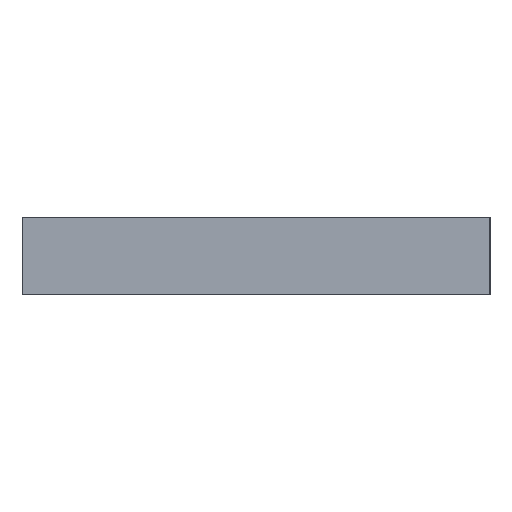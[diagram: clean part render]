
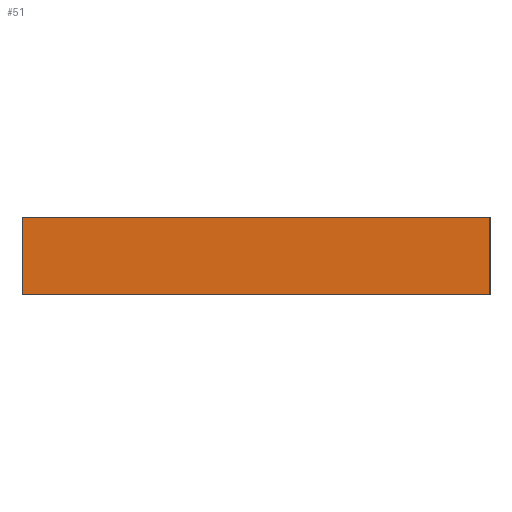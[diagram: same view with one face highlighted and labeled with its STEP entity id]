
A CAD part, left-side view. The second image highlights one B-rep face of the part: STEP entity #51.
In plain terms, the highlighted planar face has unit normal (-1, 0, 0).
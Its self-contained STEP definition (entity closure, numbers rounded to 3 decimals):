
#51=ADVANCED_FACE('',(#356),#357,.T.);
#356=FACE_OUTER_BOUND('',#953,.T.);
#357=PLANE('',#954);
#953=EDGE_LOOP('',(#1721,#1722,#1723,#1724));
#954=AXIS2_PLACEMENT_3D('',#1725,#1726,#1727);
#1721=ORIENTED_EDGE('',*,*,#3855,.T.);
#1722=ORIENTED_EDGE('',*,*,#3923,.F.);
#1723=ORIENTED_EDGE('',*,*,#3849,.F.);
#1724=ORIENTED_EDGE('',*,*,#3758,.T.);
#1725=CARTESIAN_POINT('',(-10.147,-7.62,-1.257));
#1726=DIRECTION('',(-1.0,0.0,0.0));
#1727=DIRECTION('',(0.0,0.0,1.0));
#3758=EDGE_CURVE('',#4455,#4453,#4456,.T.);
#3849=EDGE_CURVE('',#4455,#4627,#4628,.T.);
#3855=EDGE_CURVE('',#4453,#4635,#4637,.T.);
#3923=EDGE_CURVE('',#4627,#4635,#4772,.T.);
#4453=VERTEX_POINT('',#5578);
#4455=VERTEX_POINT('',#5581);
#4456=LINE('',#5582,#5583);
#4627=VERTEX_POINT('',#5844);
#4628=LINE('',#5845,#5846);
#4635=VERTEX_POINT('',#5857);
#4637=LINE('',#5860,#5861);
#4772=LINE('',#6063,#6064);
#5578=CARTESIAN_POINT('',(-10.147,-7.62,1.257));
#5581=CARTESIAN_POINT('',(-10.147,-7.62,-1.257));
#5582=CARTESIAN_POINT('',(-10.147,-7.62,-1.257));
#5583=VECTOR('',#7390,2.515);
#5844=CARTESIAN_POINT('',(-10.147,7.62,-1.257));
#5845=CARTESIAN_POINT('',(-10.147,-7.62,-1.257));
#5846=VECTOR('',#7481,15.24);
#5857=CARTESIAN_POINT('',(-10.147,7.62,1.257));
#5860=CARTESIAN_POINT('',(-10.147,-7.62,1.257));
#5861=VECTOR('',#7487,15.24);
#6063=CARTESIAN_POINT('',(-10.147,7.62,-1.257));
#6064=VECTOR('',#7555,2.515);
#7390=DIRECTION('',(0.0,0.0,1.0));
#7481=DIRECTION('',(0.0,1.0,0.0));
#7487=DIRECTION('',(0.0,1.0,0.0));
#7555=DIRECTION('',(0.0,0.0,1.0));
